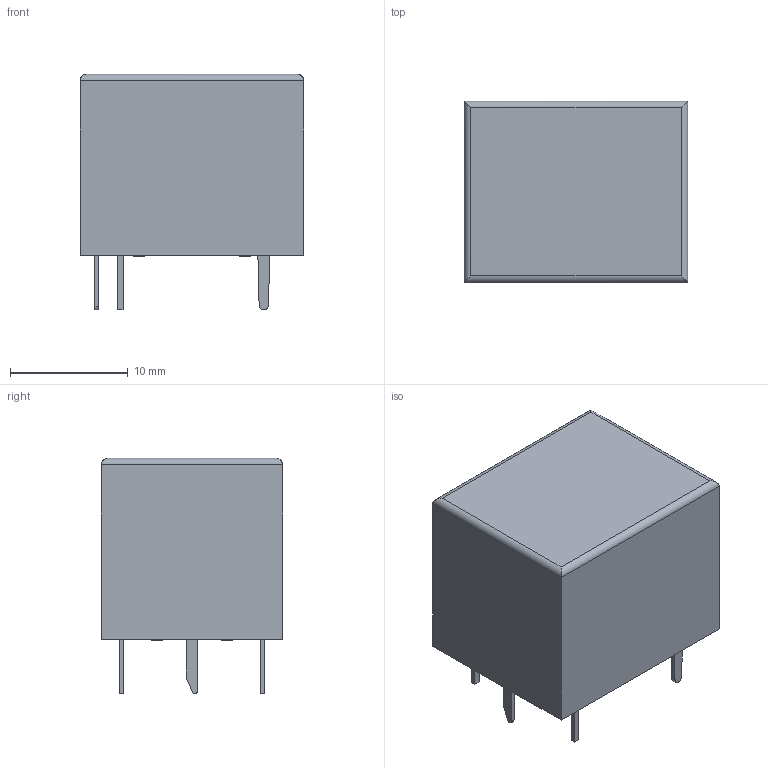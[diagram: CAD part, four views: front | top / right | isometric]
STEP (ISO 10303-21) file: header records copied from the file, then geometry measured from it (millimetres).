
FILE_DESCRIPTION(('FreeCAD Model'),'2;1');
FILE_NAME('rm50.stp' ,'2017-02-03T12:46:06',('Author'),(''), 'Open CASCADE STEP processor 6.8','FreeCAD','Unknown');
FILE_SCHEMA(('AUTOMOTIVE_DESIGN_CC2 { 1 2 10303 214 -1 1 5 4 }'));
Length unit declared in the file: millimetre
Products named in the file (2): ASSEMBLY; rm50-sp
Assembly tree (1 placements, depth 2):
  ASSEMBLY
    rm50-sp
Bounding box: 19 x 15.4 x 20 mm (x, y, z)
Volume: 4506.9 mm3; surface area: 1668.3 mm2
Topology: 1 solids, 1 shells, 58 faces, 137 edges, 90 vertices
Faces by surface type: plane 52, cylinder 6
Entity records: 3987 total; most frequent: CARTESIAN_POINT 1153, DIRECTION 509, LINE 371, VECTOR 371, ORIENTED_EDGE 274, PCURVE 274, DEFINITIONAL_REPRESENTATION 274, EDGE_CURVE 137
